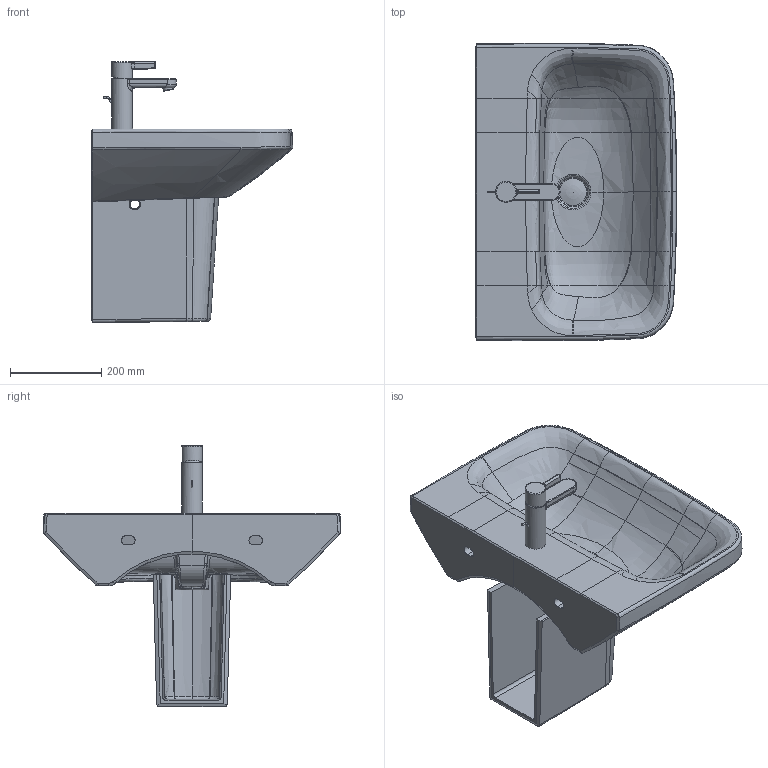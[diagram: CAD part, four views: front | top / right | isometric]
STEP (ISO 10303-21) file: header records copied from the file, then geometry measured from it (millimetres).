
FILE_DESCRIPTION((''),'2;1');
FILE_NAME('231965_085830.stp','2013-05-27T18:10:32',('Administrator'),(''),'Autodesk Inventor 2011','Autodesk Inventor 2011','');
FILE_SCHEMA(('CONFIG_CONTROL_DESIGN'));
Length unit declared in the file: millimetre
Products named in the file (11): 231965_085830; 231965; Kelch; Stopfen; 085830; Armatur Durastyle Waschtisch; Fassung Sieb; Griff; Gehäuse; Hebel_Ventil; Gleitring
Assembly tree (10 placements, depth 3):
  231965_085830
    231965
    Kelch
    Stopfen
    085830
    Armatur Durastyle Waschtisch
      Fassung Sieb
      Griff
      Gehäuse
      Hebel_Ventil
      Gleitring
Bounding box: 441.61 x 653.61 x 573.68 mm (x, y, z)
Volume: 18494128.1 mm3; surface area: 1449839.1 mm2
Topology: 8 solids, 10 shells, 482 faces, 1188 edges, 714 vertices
Faces by surface type: bspline 298, plane 83, cylinder 79, torus 15, cone 4, sphere 3
Full cylindrical faces by diameter (mm): 4 x2, 20.15 x1, 21 x2, 21.15 x1, 23.15 x1, 25 x1, 35 x1, 42 x1, 44 x1, 46 x3, 46.241 x1, 60 x1
Entity records: 93438 total; most frequent: CARTESIAN_POINT 83240, ORIENTED_EDGE 2270, DIRECTION 1367, EDGE_CURVE 1137, VERTEX_POINT 701, AXIS2_PLACEMENT_3D 548, EDGE_LOOP 546, B_SPLINE_CURVE_WITH_KNOTS 522
